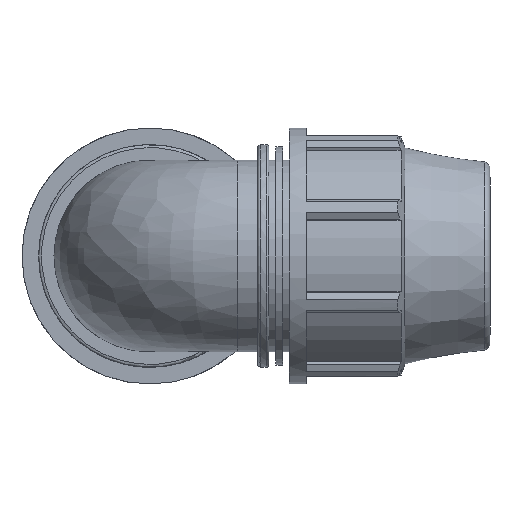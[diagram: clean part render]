
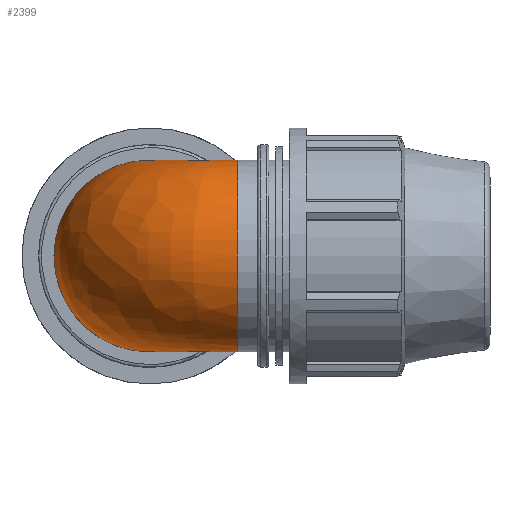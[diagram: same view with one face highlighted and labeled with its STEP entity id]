
A CAD part, front view. The second image highlights one B-rep face of the part: STEP entity #2399.
In plain terms, the highlighted free-form (B-spline) face has degree [2, 2] with [9, 3] control points.
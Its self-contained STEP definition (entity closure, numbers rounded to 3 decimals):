
#24=(
BOUNDED_SURFACE()
B_SPLINE_SURFACE(2,2,((#4064,#4065,#4066),(#4067,#4068,#4069),(#4070,#4071,
#4072),(#4073,#4074,#4075),(#4076,#4077,#4078),(#4079,#4080,#4081),(#4082,
#4083,#4084),(#4085,#4086,#4087),(#4088,#4089,#4090)),.UNSPECIFIED.,.F.,
 .F.,.F.)
B_SPLINE_SURFACE_WITH_KNOTS((3,2,2,2,3),(3,3),(-2.436,-1.218,
0.,1.218,2.436),(-1.571,
0.),.UNSPECIFIED.)
GEOMETRIC_REPRESENTATION_ITEM()
RATIONAL_B_SPLINE_SURFACE(((1.,0.707,1.),(0.82,
0.58,0.82),(1.,0.707,1.),(0.82,
0.58,0.82),(1.,0.707,1.),(0.82,
0.58,0.82),(1.,0.707,1.),(0.82,
0.58,0.82),(1.,0.707,1.)))
REPRESENTATION_ITEM('')
SURFACE()
);
#38=B_SPLINE_CURVE_WITH_KNOTS('',3,(#3994,#3995,#3996,#3997,#3998,#3999,
#4000,#4001,#4002,#4003,#4004,#4005,#4006,#4007),.UNSPECIFIED.,.F.,.F.,
(4,2,2,2,2,2,4),(-0.002,0.,0.419,0.804,
1.036,1.278,1.279),.UNSPECIFIED.);
#40=B_SPLINE_CURVE_WITH_KNOTS('',3,(#4032,#4033,#4034,#4035,#4036,#4037,
#4038,#4039,#4040,#4041,#4042,#4043,#4044,#4045),.UNSPECIFIED.,.F.,.F.,
(4,2,2,2,2,2,4),(-0.002,0.,0.242,0.473,
0.858,1.276,1.278),.UNSPECIFIED.);
#210=FACE_OUTER_BOUND('',#359,.T.);
#359=EDGE_LOOP('',(#1892,#1893,#1894,#1895));
#538=CIRCLE('',#2611,50.25);
#539=CIRCLE('',#2612,50.25);
#1133=VERTEX_POINT('',#3991);
#1134=VERTEX_POINT('',#3993);
#1137=VERTEX_POINT('',#4029);
#1138=VERTEX_POINT('',#4031);
#1429=EDGE_CURVE('',#1134,#1133,#38,.T.);
#1433=EDGE_CURVE('',#1138,#1137,#40,.T.);
#1442=EDGE_CURVE('',#1138,#1133,#538,.T.);
#1443=EDGE_CURVE('',#1134,#1137,#539,.T.);
#1892=ORIENTED_EDGE('',*,*,#1429,.T.);
#1893=ORIENTED_EDGE('',*,*,#1442,.F.);
#1894=ORIENTED_EDGE('',*,*,#1433,.T.);
#1895=ORIENTED_EDGE('',*,*,#1443,.F.);
#2399=ADVANCED_FACE('',(#210),#24,.F.);
#2611=AXIS2_PLACEMENT_3D('',#4091,#3143,#3144);
#2612=AXIS2_PLACEMENT_3D('',#4092,#3145,#3146);
#3143=DIRECTION('center_axis',(1.,0.,0.));
#3144=DIRECTION('ref_axis',(0.,0.,-1.));
#3145=DIRECTION('center_axis',(0.,1.,0.));
#3146=DIRECTION('ref_axis',(0.,0.,-1.));
#3991=CARTESIAN_POINT('',(46.,37.585,-33.353));
#3993=CARTESIAN_POINT('',(37.585,46.,-33.353));
#3994=CARTESIAN_POINT('Ctrl Pts',(37.585,46.,-33.353));
#3995=CARTESIAN_POINT('Ctrl Pts',(37.586,45.995,-33.352));
#3996=CARTESIAN_POINT('Ctrl Pts',(37.587,45.99,-33.35));
#3997=CARTESIAN_POINT('Ctrl Pts',(37.854,44.646,-33.053));
#3998=CARTESIAN_POINT('Ctrl Pts',(38.365,43.357,-32.834));
#3999=CARTESIAN_POINT('Ctrl Pts',(39.819,41.122,-32.613));
#4000=CARTESIAN_POINT('Ctrl Pts',(40.701,40.191,-32.599));
#4001=CARTESIAN_POINT('Ctrl Pts',(42.357,38.984,-32.726));
#4002=CARTESIAN_POINT('Ctrl Pts',(43.025,38.603,-32.807));
#4003=CARTESIAN_POINT('Ctrl Pts',(44.455,37.976,-33.033));
#4004=CARTESIAN_POINT('Ctrl Pts',(45.213,37.741,-33.179));
#4005=CARTESIAN_POINT('Ctrl Pts',(45.99,37.587,-33.35));
#4006=CARTESIAN_POINT('Ctrl Pts',(45.995,37.586,-33.352));
#4007=CARTESIAN_POINT('Ctrl Pts',(46.,37.585,-33.353));
#4029=CARTESIAN_POINT('',(37.585,46.,33.353));
#4031=CARTESIAN_POINT('',(46.,37.585,33.353));
#4032=CARTESIAN_POINT('Ctrl Pts',(46.,37.585,33.353));
#4033=CARTESIAN_POINT('Ctrl Pts',(45.995,37.586,33.352));
#4034=CARTESIAN_POINT('Ctrl Pts',(45.99,37.587,33.35));
#4035=CARTESIAN_POINT('Ctrl Pts',(45.213,37.741,33.179));
#4036=CARTESIAN_POINT('Ctrl Pts',(44.455,37.976,33.033));
#4037=CARTESIAN_POINT('Ctrl Pts',(43.025,38.603,32.807));
#4038=CARTESIAN_POINT('Ctrl Pts',(42.357,38.984,32.726));
#4039=CARTESIAN_POINT('Ctrl Pts',(40.701,40.191,32.599));
#4040=CARTESIAN_POINT('Ctrl Pts',(39.819,41.122,32.613));
#4041=CARTESIAN_POINT('Ctrl Pts',(38.365,43.357,32.834));
#4042=CARTESIAN_POINT('Ctrl Pts',(37.854,44.646,33.053));
#4043=CARTESIAN_POINT('Ctrl Pts',(37.587,45.99,33.35));
#4044=CARTESIAN_POINT('Ctrl Pts',(37.586,45.995,33.352));
#4045=CARTESIAN_POINT('Ctrl Pts',(37.585,46.,33.353));
#4064=CARTESIAN_POINT('Ctrl Pts',(46.,38.241,32.599));
#4065=CARTESIAN_POINT('Ctrl Pts',(38.241,38.241,32.599));
#4066=CARTESIAN_POINT('Ctrl Pts',(38.241,46.,32.599));
#4067=CARTESIAN_POINT('Ctrl Pts',(46.,15.51,59.265));
#4068=CARTESIAN_POINT('Ctrl Pts',(15.51,15.51,59.265));
#4069=CARTESIAN_POINT('Ctrl Pts',(15.51,46.,59.265));
#4070=CARTESIAN_POINT('Ctrl Pts',(46.,-17.37,47.152));
#4071=CARTESIAN_POINT('Ctrl Pts',(-17.37,-17.37,47.152));
#4072=CARTESIAN_POINT('Ctrl Pts',(-17.37,46.,47.152));
#4073=CARTESIAN_POINT('Ctrl Pts',(46.,-50.25,35.04));
#4074=CARTESIAN_POINT('Ctrl Pts',(-50.25,-50.25,35.04));
#4075=CARTESIAN_POINT('Ctrl Pts',(-50.25,46.,35.04));
#4076=CARTESIAN_POINT('Ctrl Pts',(46.,-50.25,0.));
#4077=CARTESIAN_POINT('Ctrl Pts',(-50.25,-50.25,0.));
#4078=CARTESIAN_POINT('Ctrl Pts',(-50.25,46.,0.));
#4079=CARTESIAN_POINT('Ctrl Pts',(46.,-50.25,-35.04));
#4080=CARTESIAN_POINT('Ctrl Pts',(-50.25,-50.25,-35.04));
#4081=CARTESIAN_POINT('Ctrl Pts',(-50.25,46.,-35.04));
#4082=CARTESIAN_POINT('Ctrl Pts',(46.,-17.37,-47.152));
#4083=CARTESIAN_POINT('Ctrl Pts',(-17.37,-17.37,-47.152));
#4084=CARTESIAN_POINT('Ctrl Pts',(-17.37,46.,-47.152));
#4085=CARTESIAN_POINT('Ctrl Pts',(46.,15.51,-59.265));
#4086=CARTESIAN_POINT('Ctrl Pts',(15.51,15.51,-59.265));
#4087=CARTESIAN_POINT('Ctrl Pts',(15.51,46.,-59.265));
#4088=CARTESIAN_POINT('Ctrl Pts',(46.,38.241,-32.599));
#4089=CARTESIAN_POINT('Ctrl Pts',(38.241,38.241,-32.599));
#4090=CARTESIAN_POINT('Ctrl Pts',(38.241,46.,-32.599));
#4091=CARTESIAN_POINT('Origin',(46.,0.,0.));
#4092=CARTESIAN_POINT('Origin',(0.,46.,0.));
